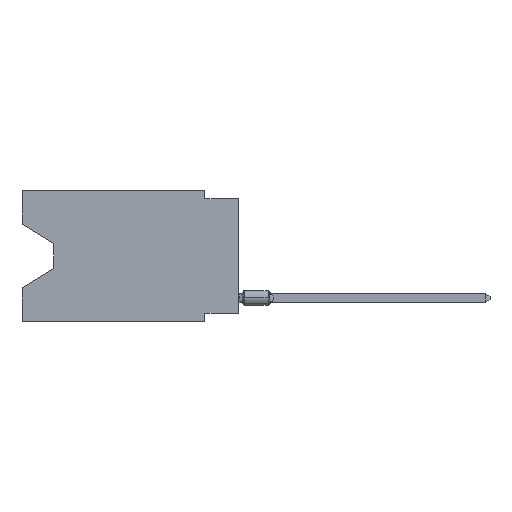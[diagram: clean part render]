
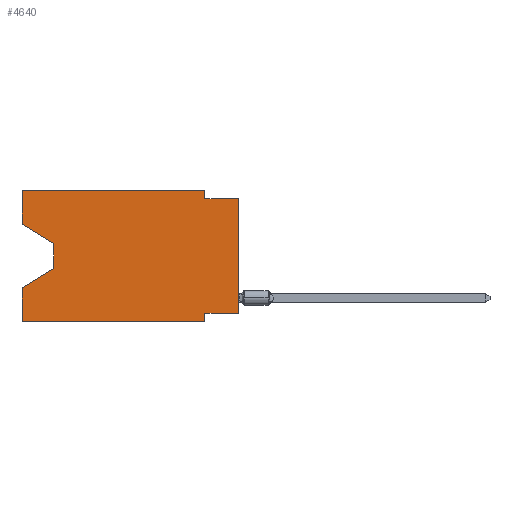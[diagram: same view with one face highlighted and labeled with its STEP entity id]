
A CAD part, left-side view. The second image highlights one B-rep face of the part: STEP entity #4640.
In plain terms, the highlighted planar face has unit normal (-1, 0, 0).
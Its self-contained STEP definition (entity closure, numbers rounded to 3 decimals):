
#263 = VERTEX_POINT ( 'NONE', #4963 ) ;
#305 = EDGE_CURVE ( 'NONE', #5358, #9592, #9022, .T. ) ;
#313 = ORIENTED_EDGE ( 'NONE', *, *, #305, .F. ) ;
#428 = ORIENTED_EDGE ( 'NONE', *, *, #3207, .F. ) ;
#473 = VERTEX_POINT ( 'NONE', #10047 ) ;
#537 = CARTESIAN_POINT ( 'NONE',  ( 0., 0., 0. ) ) ;
#727 = CARTESIAN_POINT ( 'NONE',  ( 0., 16.383, -2.546 ) ) ;
#984 = VECTOR ( 'NONE', #2208, 1000. ) ;
#986 = VECTOR ( 'NONE', #11450, 1000. ) ;
#1040 = VERTEX_POINT ( 'NONE', #11265 ) ;
#1055 = ORIENTED_EDGE ( 'NONE', *, *, #4362, .T. ) ;
#1283 = VECTOR ( 'NONE', #1924, 1000. ) ;
#1360 = LINE ( 'NONE', #4281, #12806 ) ;
#1419 = VERTEX_POINT ( 'NONE', #1691 ) ;
#1475 = EDGE_LOOP ( 'NONE', ( #10572, #5126, #8343, #7590, #1055, #428, #12111, #4138, #7021, #9337, #9699, #313 ) ) ;
#1518 = CARTESIAN_POINT ( 'NONE',  ( 0., 0., -9.271 ) ) ;
#1689 = LINE ( 'NONE', #3774, #2010 ) ;
#1691 = CARTESIAN_POINT ( 'NONE',  ( 0., 16.383, -9.906 ) ) ;
#1768 = LINE ( 'NONE', #7804, #10032 ) ;
#1924 = DIRECTION ( 'NONE',  ( 0., -1., 0. ) ) ;
#1961 = VECTOR ( 'NONE', #7583, 1000. ) ;
#2010 = VECTOR ( 'NONE', #10836, 1000. ) ;
#2208 = DIRECTION ( 'NONE',  ( 0., 0., 1. ) ) ;
#2230 = CARTESIAN_POINT ( 'NONE',  ( 0., 16.383, -2.546 ) ) ;
#2816 = CARTESIAN_POINT ( 'NONE',  ( 0., 13.97, -5.893 ) ) ;
#2988 = VECTOR ( 'NONE', #9618, 1000. ) ;
#3016 = EDGE_CURVE ( 'NONE', #5358, #1040, #3645, .T. ) ;
#3207 = EDGE_CURVE ( 'NONE', #473, #8161, #1360, .T. ) ;
#3309 = DIRECTION ( 'NONE',  ( 1., 0., 0. ) ) ;
#3311 = EDGE_CURVE ( 'NONE', #1040, #4570, #9396, .T. ) ;
#3334 = CARTESIAN_POINT ( 'NONE',  ( 0., 2.54, 0. ) ) ;
#3374 = CARTESIAN_POINT ( 'NONE',  ( 0., 16.383, 0. ) ) ;
#3502 = FACE_OUTER_BOUND ( 'NONE', #1475, .T. ) ;
#3578 = VECTOR ( 'NONE', #7466, 1000. ) ;
#3645 = LINE ( 'NONE', #727, #6615 ) ;
#3709 = EDGE_CURVE ( 'NONE', #9592, #11391, #1768, .T. ) ;
#3774 = CARTESIAN_POINT ( 'NONE',  ( 0., 16.383, -9.906 ) ) ;
#3778 = EDGE_CURVE ( 'NONE', #4570, #263, #3792, .T. ) ;
#3792 = LINE ( 'NONE', #2816, #9845 ) ;
#3807 = CARTESIAN_POINT ( 'NONE',  ( 0., 0., -0.635 ) ) ;
#3860 = DIRECTION ( 'NONE',  ( 0., 0.855, -0.519 ) ) ;
#3965 = VERTEX_POINT ( 'NONE', #3807 ) ;
#4138 = ORIENTED_EDGE ( 'NONE', *, *, #12551, .T. ) ;
#4281 = CARTESIAN_POINT ( 'NONE',  ( 0., 2.54, -9.906 ) ) ;
#4362 = EDGE_CURVE ( 'NONE', #1419, #8161, #1689, .T. ) ;
#4570 = VERTEX_POINT ( 'NONE', #6557 ) ;
#4640 = ADVANCED_FACE ( 'NONE', ( #3502 ), #12187, .F. ) ;
#4686 = DIRECTION ( 'NONE',  ( 0., 0., -1. ) ) ;
#4963 = CARTESIAN_POINT ( 'NONE',  ( 0., 16.383, -7.36 ) ) ;
#5126 = ORIENTED_EDGE ( 'NONE', *, *, #3311, .T. ) ;
#5358 = VERTEX_POINT ( 'NONE', #2230 ) ;
#6245 = EDGE_CURVE ( 'NONE', #12049, #473, #7497, .T. ) ;
#6557 = CARTESIAN_POINT ( 'NONE',  ( 0., 13.97, -5.893 ) ) ;
#6615 = VECTOR ( 'NONE', #8447, 1000. ) ;
#7021 = ORIENTED_EDGE ( 'NONE', *, *, #11239, .F. ) ;
#7407 = AXIS2_PLACEMENT_3D ( 'NONE', #3374, #3309, #11403 ) ;
#7466 = DIRECTION ( 'NONE',  ( 0., 0., 1. ) ) ;
#7497 = LINE ( 'NONE', #12366, #986 ) ;
#7583 = DIRECTION ( 'NONE',  ( 0., 0., -1. ) ) ;
#7590 = ORIENTED_EDGE ( 'NONE', *, *, #9900, .F. ) ;
#7700 = CARTESIAN_POINT ( 'NONE',  ( 0., 0., -0.635 ) ) ;
#7804 = CARTESIAN_POINT ( 'NONE',  ( 0., 16.383, 0. ) ) ;
#8161 = VERTEX_POINT ( 'NONE', #12043 ) ;
#8343 = ORIENTED_EDGE ( 'NONE', *, *, #3778, .T. ) ;
#8447 = DIRECTION ( 'NONE',  ( 0., -0.855, -0.519 ) ) ;
#8589 = CARTESIAN_POINT ( 'NONE',  ( 0., 16.383, 0. ) ) ;
#8672 = LINE ( 'NONE', #7700, #1283 ) ;
#9022 = LINE ( 'NONE', #10251, #984 ) ;
#9090 = EDGE_CURVE ( 'NONE', #11391, #9263, #9539, .T. ) ;
#9263 = VERTEX_POINT ( 'NONE', #11936 ) ;
#9337 = ORIENTED_EDGE ( 'NONE', *, *, #9090, .F. ) ;
#9396 = LINE ( 'NONE', #11774, #1961 ) ;
#9539 = LINE ( 'NONE', #11364, #12734 ) ;
#9592 = VERTEX_POINT ( 'NONE', #11130 ) ;
#9618 = DIRECTION ( 'NONE',  ( 0., 0., 1. ) ) ;
#9699 = ORIENTED_EDGE ( 'NONE', *, *, #3709, .F. ) ;
#9845 = VECTOR ( 'NONE', #3860, 1000. ) ;
#9900 = EDGE_CURVE ( 'NONE', #1419, #263, #10469, .T. ) ;
#10032 = VECTOR ( 'NONE', #12601, 1000. ) ;
#10047 = CARTESIAN_POINT ( 'NONE',  ( 0., 2.54, -9.271 ) ) ;
#10251 = CARTESIAN_POINT ( 'NONE',  ( 0., 16.383, 0. ) ) ;
#10469 = LINE ( 'NONE', #8589, #2988 ) ;
#10572 = ORIENTED_EDGE ( 'NONE', *, *, #3016, .T. ) ;
#10836 = DIRECTION ( 'NONE',  ( 0., -1., 0. ) ) ;
#11025 = DIRECTION ( 'NONE',  ( 0., 0., -1. ) ) ;
#11130 = CARTESIAN_POINT ( 'NONE',  ( 0., 16.383, 0. ) ) ;
#11239 = EDGE_CURVE ( 'NONE', #9263, #3965, #8672, .T. ) ;
#11265 = CARTESIAN_POINT ( 'NONE',  ( 0., 13.97, -4.013 ) ) ;
#11364 = CARTESIAN_POINT ( 'NONE',  ( 0., 2.54, 0. ) ) ;
#11391 = VERTEX_POINT ( 'NONE', #3334 ) ;
#11403 = DIRECTION ( 'NONE',  ( 0., 0., -1. ) ) ;
#11450 = DIRECTION ( 'NONE',  ( 0., 1., 0. ) ) ;
#11476 = LINE ( 'NONE', #537, #3578 ) ;
#11774 = CARTESIAN_POINT ( 'NONE',  ( 0., 13.97, -4.013 ) ) ;
#11936 = CARTESIAN_POINT ( 'NONE',  ( 0., 2.54, -0.635 ) ) ;
#12043 = CARTESIAN_POINT ( 'NONE',  ( 0., 2.54, -9.906 ) ) ;
#12049 = VERTEX_POINT ( 'NONE', #1518 ) ;
#12111 = ORIENTED_EDGE ( 'NONE', *, *, #6245, .F. ) ;
#12187 = PLANE ( 'NONE',  #7407 ) ;
#12366 = CARTESIAN_POINT ( 'NONE',  ( 0., 0., -9.271 ) ) ;
#12551 = EDGE_CURVE ( 'NONE', #12049, #3965, #11476, .T. ) ;
#12601 = DIRECTION ( 'NONE',  ( 0., -1., 0. ) ) ;
#12734 = VECTOR ( 'NONE', #4686, 1000. ) ;
#12806 = VECTOR ( 'NONE', #11025, 1000. ) ;
